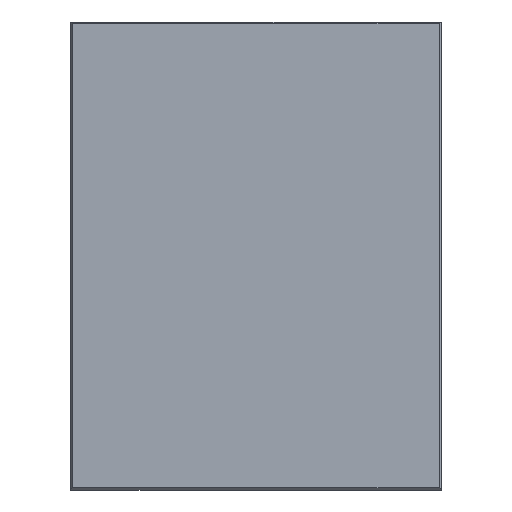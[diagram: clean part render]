
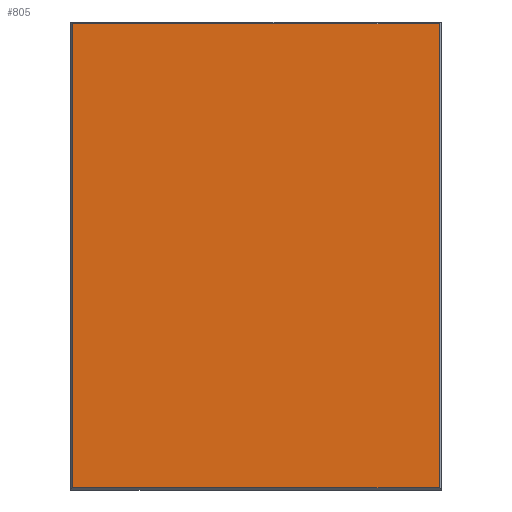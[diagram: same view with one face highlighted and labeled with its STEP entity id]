
A CAD part, left-side view. The second image highlights one B-rep face of the part: STEP entity #805.
In plain terms, the highlighted planar face has unit normal (-1, 0, 0).
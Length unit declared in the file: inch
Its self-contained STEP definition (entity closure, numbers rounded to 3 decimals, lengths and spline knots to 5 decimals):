
#51 = DIRECTION ( 'NONE',  ( 0., 0., 1. ) ) ;
#79 = DIRECTION ( 'NONE',  ( 0., -1., 0. ) ) ;
#92 = EDGE_CURVE ( 'NONE', #1013, #775, #770, .T. ) ;
#117 = EDGE_CURVE ( 'NONE', #801, #1013, #933, .T. ) ;
#142 = CARTESIAN_POINT ( 'NONE',  ( -6.21, 1.34408, -1.7175 ) ) ;
#144 = VECTOR ( 'NONE', #667, 39.37008 ) ;
#213 = EDGE_CURVE ( 'NONE', #446, #801, #576, .T. ) ;
#238 = CARTESIAN_POINT ( 'NONE',  ( -6.21, 0., 0. ) ) ;
#401 = CARTESIAN_POINT ( 'NONE',  ( -6.21, 1.34408, -1.6975 ) ) ;
#412 = PLANE ( 'NONE',  #1175 ) ;
#415 = CARTESIAN_POINT ( 'NONE',  ( -6.21, 1.361, 1.70097 ) ) ;
#431 = FACE_OUTER_BOUND ( 'NONE', #909, .T. ) ;
#446 = VERTEX_POINT ( 'NONE', #537 ) ;
#520 = ORIENTED_EDGE ( 'NONE', *, *, #926, .T. ) ;
#537 = CARTESIAN_POINT ( 'NONE',  ( -6.21, -1.341, -1.6975 ) ) ;
#570 = VECTOR ( 'NONE', #79, 39.37008 ) ;
#576 = LINE ( 'NONE', #685, #1048 ) ;
#628 = LINE ( 'NONE', #1087, #570 ) ;
#641 = CARTESIAN_POINT ( 'NONE',  ( -6.21, 1.34408, 1.70097 ) ) ;
#667 = DIRECTION ( 'NONE',  ( 0., 0., -1. ) ) ;
#677 = VECTOR ( 'NONE', #981, 39.37008 ) ;
#683 = CARTESIAN_POINT ( 'NONE',  ( -6.21, -1.341, 1.70097 ) ) ;
#685 = CARTESIAN_POINT ( 'NONE',  ( -6.21, -1.341, 0. ) ) ;
#770 = LINE ( 'NONE', #142, #144 ) ;
#775 = VERTEX_POINT ( 'NONE', #401 ) ;
#801 = VERTEX_POINT ( 'NONE', #683 ) ;
#805 = ADVANCED_FACE ( 'NONE', ( #431 ), #412, .T. ) ;
#909 = EDGE_LOOP ( 'NONE', ( #1093, #520, #965, #934 ) ) ;
#926 = EDGE_CURVE ( 'NONE', #775, #446, #628, .T. ) ;
#933 = LINE ( 'NONE', #415, #677 ) ;
#934 = ORIENTED_EDGE ( 'NONE', *, *, #117, .T. ) ;
#965 = ORIENTED_EDGE ( 'NONE', *, *, #213, .T. ) ;
#966 = DIRECTION ( 'NONE',  ( 0., 0., 1. ) ) ;
#981 = DIRECTION ( 'NONE',  ( 0., 1., 0. ) ) ;
#1013 = VERTEX_POINT ( 'NONE', #641 ) ;
#1048 = VECTOR ( 'NONE', #51, 39.37008 ) ;
#1071 = DIRECTION ( 'NONE',  ( -1., 0., 0. ) ) ;
#1087 = CARTESIAN_POINT ( 'NONE',  ( -6.21, 0., -1.6975 ) ) ;
#1093 = ORIENTED_EDGE ( 'NONE', *, *, #92, .T. ) ;
#1175 = AXIS2_PLACEMENT_3D ( 'NONE', #238, #1071, #966 ) ;
